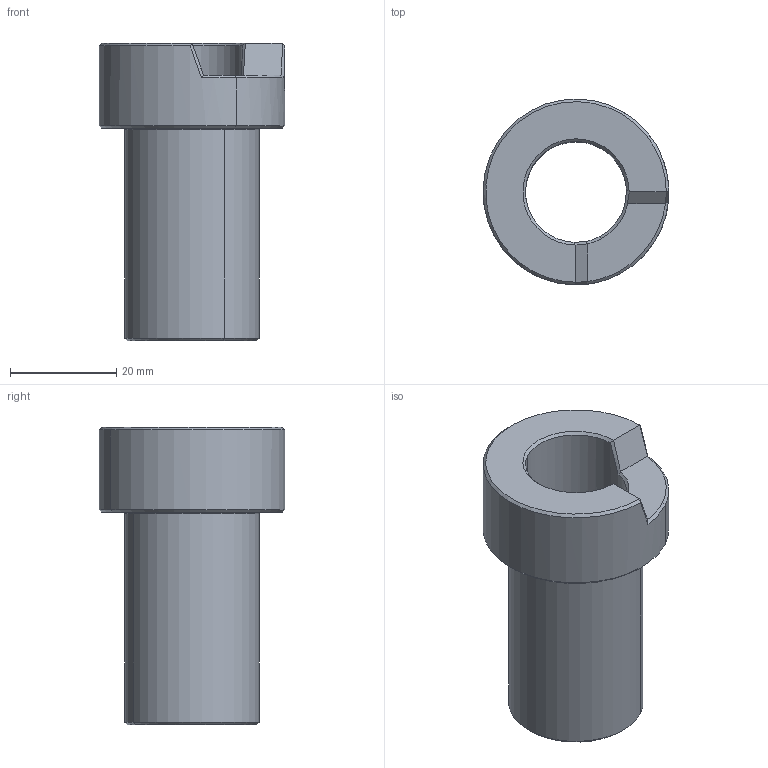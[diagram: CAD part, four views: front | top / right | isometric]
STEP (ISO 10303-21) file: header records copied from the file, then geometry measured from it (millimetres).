
FILE_DESCRIPTION(('CATIA V5 STEP Exchange'),'2;1');
FILE_NAME('Alesage.stp','2019-11-26T20:49:38+00:00',('none'),('none'),'Version 5-6 Release 2013','CATIA V5 STEP AP203','none');
FILE_SCHEMA(('CONFIG_CONTROL_DESIGN'));
Length unit declared in the file: millimetre
Products named in the file (1): Alesage
Bounding box: 34.99 x 35 x 56 mm (x, y, z)
Volume: 18667.2 mm3; surface area: 9356.7 mm2
Topology: 1 solids, 1 shells, 28 faces, 71 edges, 45 vertices
Faces by surface type: cone 10, cylinder 6, plane 6, bspline 4, torus 2
Entity records: 939 total; most frequent: CARTESIAN_POINT 289, ORIENTED_EDGE 142, DIRECTION 90, EDGE_CURVE 71, AXIS2_PLACEMENT_3D 54, VERTEX_POINT 45, CIRCLE 32, EDGE_LOOP 30
